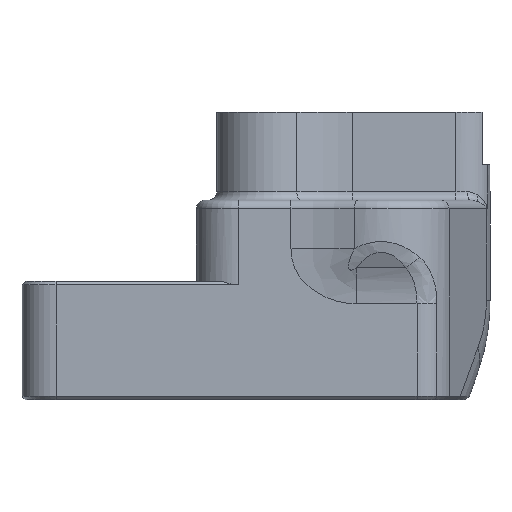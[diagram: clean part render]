
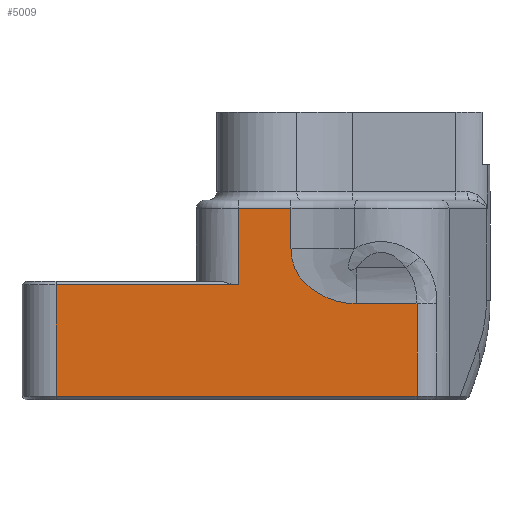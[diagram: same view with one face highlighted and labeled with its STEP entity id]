
A CAD part, front view. The second image highlights one B-rep face of the part: STEP entity #5009.
In plain terms, the highlighted planar face has unit normal (0, -1, 0).
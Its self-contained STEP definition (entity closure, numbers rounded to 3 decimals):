
#70=B_SPLINE_CURVE_WITH_KNOTS('',3,(#8121,#8122,#8123,#8124,#8125,#8126,
#8127,#8128,#8129),.UNSPECIFIED.,.F.,.F.,(4,1,1,1,1,1,4),(-1.,-0.857,
-0.571,-0.429,-0.286,-0.143,
0.),.UNSPECIFIED.);
#242=PLANE('',#5441);
#514=FACE_OUTER_BOUND('',#826,.T.);
#826=EDGE_LOOP('',(#4218,#4219,#4220,#4221,#4222,#4223,#4224,#4225,#4226));
#1316=LINE('',#8109,#1816);
#1317=LINE('',#8112,#1817);
#1318=LINE('',#8115,#1818);
#1319=LINE('',#8117,#1819);
#1320=LINE('',#8119,#1820);
#1321=LINE('',#8131,#1821);
#1322=LINE('',#8133,#1822);
#1323=LINE('',#8134,#1823);
#1816=VECTOR('',#6587,10.);
#1817=VECTOR('',#6592,10.);
#1818=VECTOR('',#6595,10.);
#1819=VECTOR('',#6596,10.);
#1820=VECTOR('',#6597,10.);
#1821=VECTOR('',#6598,10.);
#1822=VECTOR('',#6599,10.);
#1823=VECTOR('',#6600,10.);
#2446=VERTEX_POINT('',#8044);
#2450=VERTEX_POINT('',#8057);
#2471=VERTEX_POINT('',#8108);
#2472=VERTEX_POINT('',#8114);
#2473=VERTEX_POINT('',#8116);
#2474=VERTEX_POINT('',#8118);
#2475=VERTEX_POINT('',#8120);
#2476=VERTEX_POINT('',#8130);
#2477=VERTEX_POINT('',#8132);
#3083=EDGE_CURVE('',#2450,#2471,#1316,.T.);
#3085=EDGE_CURVE('',#2446,#2450,#1317,.T.);
#3086=EDGE_CURVE('',#2472,#2446,#1318,.T.);
#3087=EDGE_CURVE('',#2473,#2472,#1319,.T.);
#3088=EDGE_CURVE('',#2474,#2473,#1320,.T.);
#3089=EDGE_CURVE('',#2475,#2474,#70,.T.);
#3090=EDGE_CURVE('',#2476,#2475,#1321,.T.);
#3091=EDGE_CURVE('',#2477,#2476,#1322,.T.);
#3092=EDGE_CURVE('',#2471,#2477,#1323,.T.);
#4218=ORIENTED_EDGE('',*,*,#3085,.F.);
#4219=ORIENTED_EDGE('',*,*,#3086,.F.);
#4220=ORIENTED_EDGE('',*,*,#3087,.F.);
#4221=ORIENTED_EDGE('',*,*,#3088,.F.);
#4222=ORIENTED_EDGE('',*,*,#3089,.F.);
#4223=ORIENTED_EDGE('',*,*,#3090,.F.);
#4224=ORIENTED_EDGE('',*,*,#3091,.F.);
#4225=ORIENTED_EDGE('',*,*,#3092,.F.);
#4226=ORIENTED_EDGE('',*,*,#3083,.F.);
#5009=ADVANCED_FACE('',(#514),#242,.T.);
#5441=AXIS2_PLACEMENT_3D('',#8113,#6593,#6594);
#6587=DIRECTION('',(1.,0.,0.));
#6592=DIRECTION('',(0.,0.,1.));
#6593=DIRECTION('center_axis',(0.,-1.,0.));
#6594=DIRECTION('ref_axis',(-1.,0.,0.));
#6595=DIRECTION('',(-1.,0.,0.));
#6596=DIRECTION('',(0.,0.,-1.));
#6597=DIRECTION('',(1.,0.,0.));
#6598=DIRECTION('',(0.,0.,-1.));
#6599=DIRECTION('',(1.,0.,0.));
#6600=DIRECTION('',(0.,0.,1.));
#8044=CARTESIAN_POINT('',(-36.3,-35.95,-33.6));
#8057=CARTESIAN_POINT('',(-36.3,-35.95,-20.4));
#8108=CARTESIAN_POINT('',(-14.7,-35.95,-20.4));
#8109=CARTESIAN_POINT('',(-15.911,-35.95,-20.4));
#8112=CARTESIAN_POINT('',(-36.3,-35.95,-17.));
#8113=CARTESIAN_POINT('Origin',(-3.402,-35.95,0.));
#8114=CARTESIAN_POINT('',(6.371,-35.95,-33.6));
#8115=CARTESIAN_POINT('',(-0.641,-35.95,-33.6));
#8116=CARTESIAN_POINT('',(6.371,-35.95,-22.617));
#8117=CARTESIAN_POINT('',(6.371,-35.95,0.));
#8118=CARTESIAN_POINT('',(-0.792,-35.95,-22.617));
#8119=CARTESIAN_POINT('',(-0.641,-35.95,-22.617));
#8120=CARTESIAN_POINT('',(-8.524,-35.95,-16.139));
#8121=CARTESIAN_POINT('Ctrl Pts',(-8.524,-35.95,-16.139));
#8122=CARTESIAN_POINT('Ctrl Pts',(-8.524,-35.95,-16.816));
#8123=CARTESIAN_POINT('Ctrl Pts',(-8.178,-35.95,-18.672));
#8124=CARTESIAN_POINT('Ctrl Pts',(-7.026,-35.95,-20.162));
#8125=CARTESIAN_POINT('Ctrl Pts',(-5.655,-35.95,-21.197));
#8126=CARTESIAN_POINT('Ctrl Pts',(-4.377,-35.95,-21.937));
#8127=CARTESIAN_POINT('Ctrl Pts',(-2.755,-35.95,-22.515));
#8128=CARTESIAN_POINT('Ctrl Pts',(-1.468,-35.95,-22.617));
#8129=CARTESIAN_POINT('Ctrl Pts',(-0.792,-35.95,
-22.617));
#8130=CARTESIAN_POINT('',(-8.524,-35.95,-11.4));
#8131=CARTESIAN_POINT('',(-8.524,-35.95,0.));
#8132=CARTESIAN_POINT('',(-14.7,-35.95,-11.4));
#8133=CARTESIAN_POINT('',(-0.641,-35.95,-11.4));
#8134=CARTESIAN_POINT('',(-14.7,-35.95,0.));
